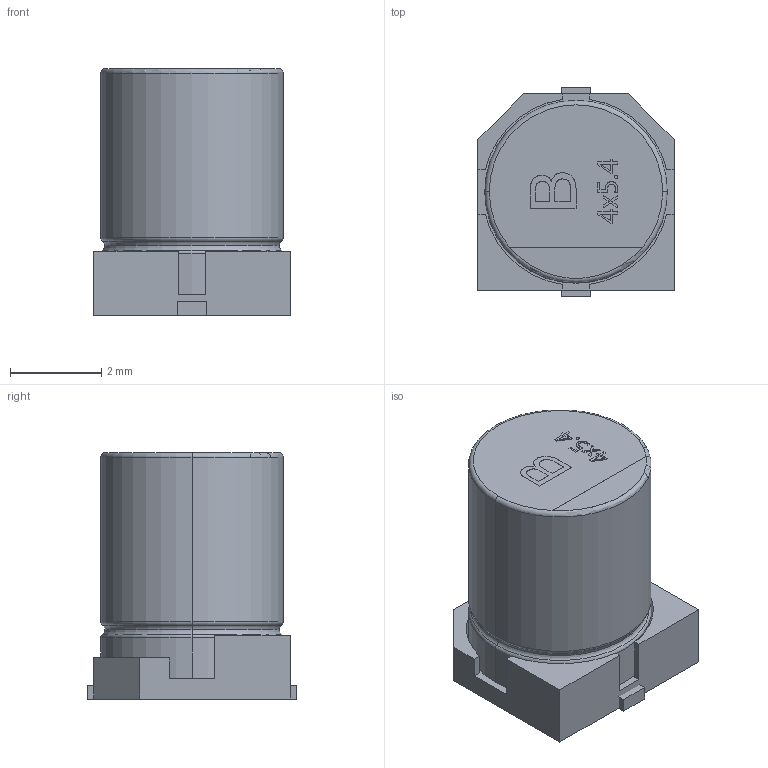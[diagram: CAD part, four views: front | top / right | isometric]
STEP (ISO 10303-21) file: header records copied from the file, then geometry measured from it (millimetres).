
FILE_DESCRIPTION((''),'2;1');
FILE_NAME('CM_B_4X5_4_-59_ASM','2020-09-12T01:53:54',('HP'),(''),'CREO PARAMETRIC BY PTC INC, 2020044','CREO PARAMETRIC BY PTC INC, 2020044','');
FILE_SCHEMA(('AUTOMOTIVE_DESIGN { 1 0 10303 214 1 1 1 1 }'));
Length unit declared in the file: millimetre
Products named in the file (5): _4_AF0; _5_1_0001; _3_1_0001; _3_2_0001; CM_B_4X5_4_-59_ASM
Assembly tree (4 placements, depth 2):
  CM_B_4X5_4_-59_ASM
    _4_AF0
    _5_1_0001
    _3_1_0001
    _3_2_0001
Bounding box: 4.3 x 4.6 x 5.41 mm (x, y, z)
Volume: 73.6 mm3; surface area: 130 mm2
Topology: 4 solids, 4 shells, 583 faces, 1564 edges, 1038 vertices
Faces by surface type: plane 422, extrusion 142, torus 10, cylinder 9
Entity records: 24659 total; most frequent: CARTESIAN_POINT 4695, ORIENTED_EDGE 3128, DIRECTION 2359, PRESENTATION_STYLE_ASSIGNMENT 1697, STYLED_ITEM 1595, CURVE_STYLE 1572, EDGE_CURVE 1564, VECTOR 1385
